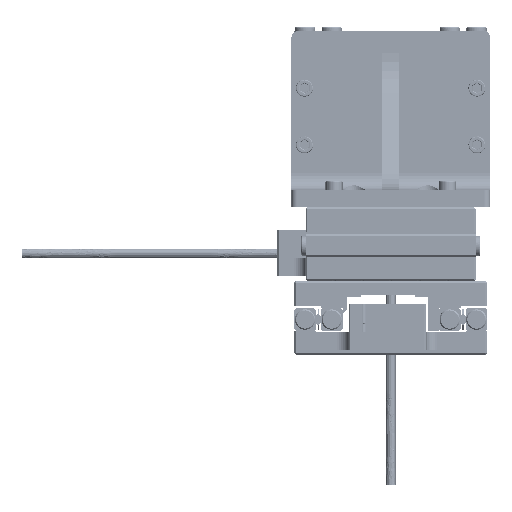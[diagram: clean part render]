
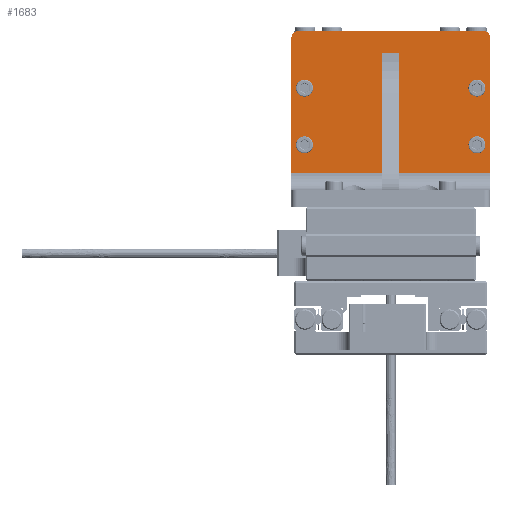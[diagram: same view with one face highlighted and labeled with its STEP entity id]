
A CAD part, left-side view. The second image highlights one B-rep face of the part: STEP entity #1683.
In plain terms, the highlighted planar face has unit normal (-1, 0, 0).
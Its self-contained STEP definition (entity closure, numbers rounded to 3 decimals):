
#1683=ADVANCED_FACE('',(#2571,#2572,#2573,#2574,#2575),#2102,.T.);
#2102=PLANE('',#11496);
#2571=FACE_BOUND('',#3389,.T.);
#2572=FACE_BOUND('',#3390,.T.);
#2573=FACE_BOUND('',#3391,.T.);
#2574=FACE_BOUND('',#3392,.T.);
#2575=FACE_BOUND('',#3393,.T.);
#3389=EDGE_LOOP('',(#6188));
#3390=EDGE_LOOP('',(#6189));
#3391=EDGE_LOOP('',(#6190));
#3392=EDGE_LOOP('',(#6191));
#3393=EDGE_LOOP('',(#6192,#6193,#6194,#6195,#6196,#6197,#6198,#6199,#6200,
#6201));
#3876=CIRCLE('',#11490,1.5);
#3877=CIRCLE('',#11491,1.5);
#3878=CIRCLE('',#11492,1.5);
#3879=CIRCLE('',#11493,1.5);
#3880=CIRCLE('',#11494,1.);
#3881=CIRCLE('',#11495,1.);
#6188=ORIENTED_EDGE('',*,*,#8762,.T.);
#6189=ORIENTED_EDGE('',*,*,#8763,.T.);
#6190=ORIENTED_EDGE('',*,*,#8764,.T.);
#6191=ORIENTED_EDGE('',*,*,#8765,.T.);
#6192=ORIENTED_EDGE('',*,*,#8766,.T.);
#6193=ORIENTED_EDGE('',*,*,#8767,.T.);
#6194=ORIENTED_EDGE('',*,*,#8768,.F.);
#6195=ORIENTED_EDGE('',*,*,#8713,.T.);
#6196=ORIENTED_EDGE('',*,*,#8769,.F.);
#6197=ORIENTED_EDGE('',*,*,#8770,.T.);
#6198=ORIENTED_EDGE('',*,*,#8771,.T.);
#6199=ORIENTED_EDGE('',*,*,#8772,.T.);
#6200=ORIENTED_EDGE('',*,*,#8773,.T.);
#6201=ORIENTED_EDGE('',*,*,#8774,.T.);
#7428=VERTEX_POINT('',#21330);
#7429=VERTEX_POINT('',#21332);
#7472=VERTEX_POINT('',#21430);
#7473=VERTEX_POINT('',#21432);
#7474=VERTEX_POINT('',#21434);
#7475=VERTEX_POINT('',#21436);
#7476=VERTEX_POINT('',#21438);
#7477=VERTEX_POINT('',#21439);
#7478=VERTEX_POINT('',#21441);
#7479=VERTEX_POINT('',#21444);
#7480=VERTEX_POINT('',#21446);
#7481=VERTEX_POINT('',#21448);
#7482=VERTEX_POINT('',#21450);
#7483=VERTEX_POINT('',#21452);
#8713=EDGE_CURVE('',#7429,#7428,#9713,.T.);
#8762=EDGE_CURVE('',#7472,#7472,#3876,.T.);
#8763=EDGE_CURVE('',#7473,#7473,#3877,.T.);
#8764=EDGE_CURVE('',#7474,#7474,#3878,.T.);
#8765=EDGE_CURVE('',#7475,#7475,#3879,.T.);
#8766=EDGE_CURVE('',#7476,#7477,#9732,.T.);
#8767=EDGE_CURVE('',#7477,#7478,#3880,.T.);
#8768=EDGE_CURVE('',#7429,#7478,#9733,.T.);
#8769=EDGE_CURVE('',#7479,#7428,#9734,.T.);
#8770=EDGE_CURVE('',#7479,#7480,#9735,.T.);
#8771=EDGE_CURVE('',#7480,#7481,#9736,.T.);
#8772=EDGE_CURVE('',#7481,#7482,#9737,.T.);
#8773=EDGE_CURVE('',#7482,#7483,#9738,.T.);
#8774=EDGE_CURVE('',#7483,#7476,#3881,.T.);
#9713=LINE('',#21331,#10576);
#9732=LINE('',#21437,#10595);
#9733=LINE('',#21442,#10596);
#9734=LINE('',#21443,#10597);
#9735=LINE('',#21445,#10598);
#9736=LINE('',#21447,#10599);
#9737=LINE('',#21449,#10600);
#9738=LINE('',#21451,#10601);
#10576=VECTOR('',#13973,1.);
#10595=VECTOR('',#14072,1.);
#10596=VECTOR('',#14075,1.);
#10597=VECTOR('',#14076,1.);
#10598=VECTOR('',#14077,1.);
#10599=VECTOR('',#14078,1.);
#10600=VECTOR('',#14079,1.);
#10601=VECTOR('',#14080,1.);
#11490=AXIS2_PLACEMENT_3D('',#21429,#14064,#14065);
#11491=AXIS2_PLACEMENT_3D('',#21431,#14066,#14067);
#11492=AXIS2_PLACEMENT_3D('',#21433,#14068,#14069);
#11493=AXIS2_PLACEMENT_3D('',#21435,#14070,#14071);
#11494=AXIS2_PLACEMENT_3D('',#21440,#14073,#14074);
#11495=AXIS2_PLACEMENT_3D('',#21453,#14081,#14082);
#11496=AXIS2_PLACEMENT_3D('',#21454,#14083,#14084);
#13973=DIRECTION('',(0.,0.,1.));
#14064=DIRECTION('',(1.,0.,0.));
#14065=DIRECTION('',(0.,0.,1.));
#14066=DIRECTION('',(1.,0.,0.));
#14067=DIRECTION('',(0.,0.,1.));
#14068=DIRECTION('',(1.,0.,0.));
#14069=DIRECTION('',(0.,0.,1.));
#14070=DIRECTION('',(1.,0.,0.));
#14071=DIRECTION('',(0.,0.,1.));
#14072=DIRECTION('',(0.,0.,-1.));
#14073=DIRECTION('',(-1.,0.,0.));
#14074=DIRECTION('',(0.,0.,1.));
#14075=DIRECTION('',(0.,1.,0.));
#14076=DIRECTION('',(0.,-1.,0.));
#14077=DIRECTION('',(0.,0.,1.));
#14078=DIRECTION('',(0.,-1.,0.));
#14079=DIRECTION('',(0.,0.,1.));
#14080=DIRECTION('',(0.,1.,0.));
#14081=DIRECTION('',(-1.,0.,0.));
#14082=DIRECTION('',(0.,0.,1.));
#14083=DIRECTION('',(-1.,0.,0.));
#14084=DIRECTION('',(0.,0.,1.));
#21330=CARTESIAN_POINT('',(-3.,6.,-1.5));
#21331=CARTESIAN_POINT('',(-3.,6.,-1.5));
#21332=CARTESIAN_POINT('',(-3.,6.,-17.5));
#21429=CARTESIAN_POINT('',(-3.,11.,-15.2));
#21430=CARTESIAN_POINT('',(-3.,11.,-13.7));
#21431=CARTESIAN_POINT('',(-3.,11.,15.2));
#21432=CARTESIAN_POINT('',(-3.,11.,16.7));
#21433=CARTESIAN_POINT('',(-3.,21.,-15.2));
#21434=CARTESIAN_POINT('',(-3.,21.,-13.7));
#21435=CARTESIAN_POINT('',(-3.,21.,15.2));
#21436=CARTESIAN_POINT('',(-3.,21.,16.7));
#21437=CARTESIAN_POINT('',(-3.,31.,17.5));
#21438=CARTESIAN_POINT('',(-3.,31.,16.5));
#21439=CARTESIAN_POINT('',(-3.,31.,-16.5));
#21440=CARTESIAN_POINT('',(-3.,30.,-16.5));
#21441=CARTESIAN_POINT('',(-3.,30.,-17.5));
#21442=CARTESIAN_POINT('',(-3.,3.,-17.5));
#21443=CARTESIAN_POINT('',(-3.,23.,-1.5));
#21444=CARTESIAN_POINT('',(-3.,27.142,-1.5));
#21445=CARTESIAN_POINT('',(-3.,27.142,1.5));
#21446=CARTESIAN_POINT('',(-3.,27.142,1.5));
#21447=CARTESIAN_POINT('',(-3.,23.,1.5));
#21448=CARTESIAN_POINT('',(-3.,6.,1.5));
#21449=CARTESIAN_POINT('',(-3.,6.,17.5));
#21450=CARTESIAN_POINT('',(-3.,6.,17.5));
#21451=CARTESIAN_POINT('',(-3.,3.,17.5));
#21452=CARTESIAN_POINT('',(-3.,30.,17.5));
#21453=CARTESIAN_POINT('',(-3.,30.,16.5));
#21454=CARTESIAN_POINT('',(-3.,3.,17.5));
